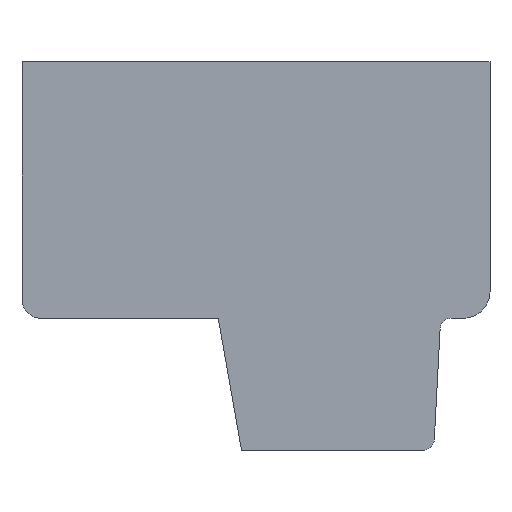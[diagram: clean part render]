
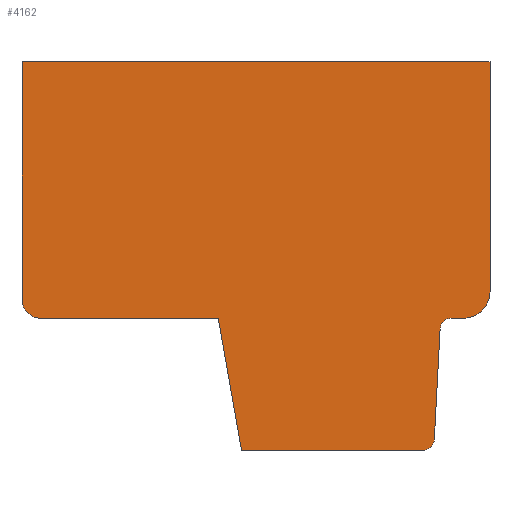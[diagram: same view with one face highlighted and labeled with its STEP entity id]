
A CAD part, front view. The second image highlights one B-rep face of the part: STEP entity #4162.
In plain terms, the highlighted planar face has unit normal (0, -1, 0).
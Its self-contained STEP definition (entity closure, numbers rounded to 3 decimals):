
#1=DIRECTION('',(0.,0.,1.));
#2=VECTOR('',#1,6.3);
#3=CARTESIAN_POINT('',(-6.2,0.,-1.15));
#4=LINE('',#3,#2);
#5=DIRECTION('',(1.,0.,0.));
#6=VECTOR('',#5,12.4);
#7=CARTESIAN_POINT('',(-6.2,0.,5.15));
#8=LINE('',#7,#6);
#9=DIRECTION('',(0.,0.,-1.));
#10=VECTOR('',#9,6.1);
#11=CARTESIAN_POINT('',(6.2,0.,5.15));
#12=LINE('',#11,#10);
#13=CARTESIAN_POINT('',(5.5,0.,-0.95));
#14=DIRECTION('',(0.,1.,0.));
#15=DIRECTION('',(1.,0.,0.));
#16=AXIS2_PLACEMENT_3D('',#13,#14,#15);
#18=DIRECTION('',(-1.,0.,0.));
#19=VECTOR('',#18,0.323);
#20=CARTESIAN_POINT('',(5.5,0.,-1.65));
#21=LINE('',#20,#19);
#22=CARTESIAN_POINT('',(5.177,0.,-1.95));
#23=DIRECTION('',(0.,-1.,0.));
#24=DIRECTION('',(0.,0.,1.));
#25=AXIS2_PLACEMENT_3D('',#22,#23,#24);
#27=DIRECTION('',(-0.052,0.,-0.999));
#28=VECTOR('',#27,2.904);
#29=CARTESIAN_POINT('',(4.877,0.,-1.95));
#30=LINE('',#29,#28);
#31=CARTESIAN_POINT('',(4.425,0.,-4.85));
#32=DIRECTION('',(0.,1.,0.));
#33=DIRECTION('',(1.,0.,0.));
#34=AXIS2_PLACEMENT_3D('',#31,#32,#33);
#36=DIRECTION('',(-1.,0.,0.));
#37=VECTOR('',#36,4.808);
#38=CARTESIAN_POINT('',(4.425,0.,-5.15));
#39=LINE('',#38,#37);
#40=DIRECTION('',(-0.174,0.,0.985));
#41=VECTOR('',#40,3.554);
#42=CARTESIAN_POINT('',(-0.383,0.,-5.15));
#43=LINE('',#42,#41);
#44=DIRECTION('',(-1.,0.,0.));
#45=VECTOR('',#44,4.7);
#46=CARTESIAN_POINT('',(-1.,0.,-1.65));
#47=LINE('',#46,#45);
#48=CARTESIAN_POINT('',(-5.7,0.,-1.15));
#49=DIRECTION('',(0.,1.,0.));
#50=DIRECTION('',(0.,0.,-1.));
#51=AXIS2_PLACEMENT_3D('',#48,#49,#50);
#3143=CARTESIAN_POINT('',(-6.2,0.,-1.15));
#3144=CARTESIAN_POINT('',(-6.2,0.,5.15));
#3145=VERTEX_POINT('',#3143);
#3146=VERTEX_POINT('',#3144);
#3147=CARTESIAN_POINT('',(6.2,0.,5.15));
#3148=VERTEX_POINT('',#3147);
#3149=CARTESIAN_POINT('',(6.2,0.,-0.95));
#3150=VERTEX_POINT('',#3149);
#3151=CARTESIAN_POINT('',(5.5,0.,-1.65));
#3152=VERTEX_POINT('',#3151);
#3153=CARTESIAN_POINT('',(5.177,0.,-1.65));
#3154=VERTEX_POINT('',#3153);
#3155=CARTESIAN_POINT('',(4.877,0.,-1.95));
#3156=VERTEX_POINT('',#3155);
#3157=CARTESIAN_POINT('',(4.725,0.,-4.85));
#3158=VERTEX_POINT('',#3157);
#3159=CARTESIAN_POINT('',(4.425,0.,-5.15));
#3160=VERTEX_POINT('',#3159);
#3161=CARTESIAN_POINT('',(-0.383,0.,-5.15));
#3162=VERTEX_POINT('',#3161);
#3163=CARTESIAN_POINT('',(-1.,0.,-1.65));
#3164=VERTEX_POINT('',#3163);
#3165=CARTESIAN_POINT('',(-5.7,0.,-1.65));
#3166=VERTEX_POINT('',#3165);
#4131=CARTESIAN_POINT('',(0.,0.,0.));
#4132=DIRECTION('',(0.,1.,0.));
#4133=DIRECTION('',(1.,0.,0.));
#4134=AXIS2_PLACEMENT_3D('',#4131,#4132,#4133);
#4135=PLANE('',#4134);
#4137=ORIENTED_EDGE('',*,*,#4136,.T.);
#4139=ORIENTED_EDGE('',*,*,#4138,.T.);
#4141=ORIENTED_EDGE('',*,*,#4140,.T.);
#4143=ORIENTED_EDGE('',*,*,#4142,.T.);
#4145=ORIENTED_EDGE('',*,*,#4144,.T.);
#4147=ORIENTED_EDGE('',*,*,#4146,.T.);
#4149=ORIENTED_EDGE('',*,*,#4148,.T.);
#4151=ORIENTED_EDGE('',*,*,#4150,.T.);
#4153=ORIENTED_EDGE('',*,*,#4152,.T.);
#4155=ORIENTED_EDGE('',*,*,#4154,.T.);
#4157=ORIENTED_EDGE('',*,*,#4156,.T.);
#4159=ORIENTED_EDGE('',*,*,#4158,.T.);
#4160=EDGE_LOOP('',(#4137,#4139,#4141,#4143,#4145,#4147,#4149,#4151,#4153,#4155,
#4157,#4159));
#4161=FACE_OUTER_BOUND('',#4160,.F.);
#4162=ADVANCED_FACE('',(#4161),#4135,.F.);
#17=CIRCLE('',#16,0.7);
#26=CIRCLE('',#25,0.3);
#35=CIRCLE('',#34,0.3);
#52=CIRCLE('',#51,0.5);
#4136=EDGE_CURVE('',#3145,#3146,#4,.T.);
#4138=EDGE_CURVE('',#3146,#3148,#8,.T.);
#4140=EDGE_CURVE('',#3148,#3150,#12,.T.);
#4142=EDGE_CURVE('',#3150,#3152,#17,.T.);
#4144=EDGE_CURVE('',#3152,#3154,#21,.T.);
#4146=EDGE_CURVE('',#3154,#3156,#26,.T.);
#4148=EDGE_CURVE('',#3156,#3158,#30,.T.);
#4150=EDGE_CURVE('',#3158,#3160,#35,.T.);
#4152=EDGE_CURVE('',#3160,#3162,#39,.T.);
#4154=EDGE_CURVE('',#3162,#3164,#43,.T.);
#4156=EDGE_CURVE('',#3164,#3166,#47,.T.);
#4158=EDGE_CURVE('',#3166,#3145,#52,.T.);
